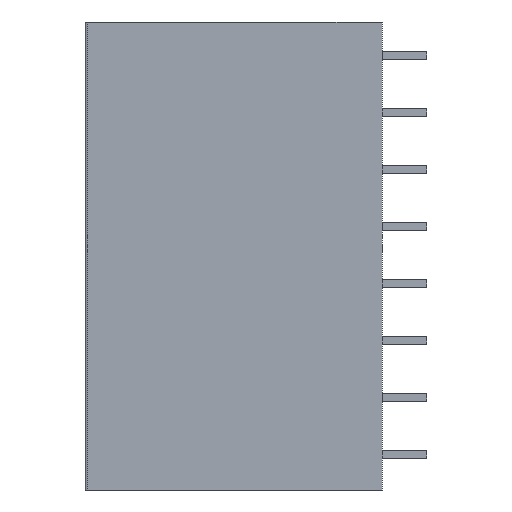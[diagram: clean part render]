
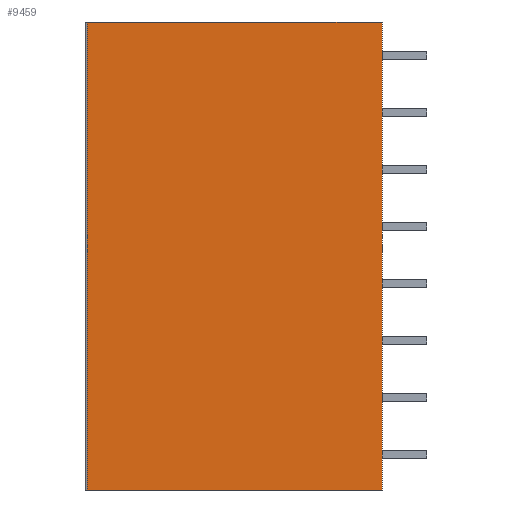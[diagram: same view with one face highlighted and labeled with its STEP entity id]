
A CAD part, left-side view. The second image highlights one B-rep face of the part: STEP entity #9459.
In plain terms, the highlighted planar face has unit normal (-1, 0, 0).
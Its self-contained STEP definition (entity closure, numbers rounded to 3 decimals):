
#975=ORIENTED_EDGE('',*,*,#2763,.T.);
#976=ORIENTED_EDGE('',*,*,#2765,.T.);
#977=ORIENTED_EDGE('',*,*,#2766,.F.);
#978=ORIENTED_EDGE('',*,*,#2767,.F.);
#2763=EDGE_CURVE('',#3606,#3605,#4342,.T.);
#2765=EDGE_CURVE('',#3605,#3607,#4343,.T.);
#2766=EDGE_CURVE('',#3608,#3607,#4344,.T.);
#2767=EDGE_CURVE('',#3606,#3608,#4345,.T.);
#3605=VERTEX_POINT('',#13169);
#3606=VERTEX_POINT('',#13171);
#3607=VERTEX_POINT('',#13175);
#3608=VERTEX_POINT('',#13177);
#4342=LINE('',#13170,#5248);
#4343=LINE('',#13174,#5249);
#4344=LINE('',#13176,#5250);
#4345=LINE('',#13178,#5251);
#5248=VECTOR('',#10928,1000.);
#5249=VECTOR('',#10933,1000.);
#5250=VECTOR('',#10934,1000.);
#5251=VECTOR('',#10935,1000.);
#5786=EDGE_LOOP('',(#975,#976,#977,#978));
#6168=FACE_BOUND('',#5786,.T.);
#6533=PLANE('',#9864);
#9459=ADVANCED_FACE('',(#6168),#6533,.F.);
#9864=AXIS2_PLACEMENT_3D('',#13173,#10931,#10932);
#10928=DIRECTION('',(0.,0.,-1.));
#10931=DIRECTION('',(1.,0.,0.));
#10932=DIRECTION('',(0.,0.,-1.));
#10933=DIRECTION('',(0.,-1.,0.));
#10934=DIRECTION('',(0.,0.,-1.));
#10935=DIRECTION('',(0.,-1.,0.));
#13169=CARTESIAN_POINT('',(-1.66,26.3,-1.1));
#13170=CARTESIAN_POINT('',(-1.66,26.3,40.64));
#13171=CARTESIAN_POINT('',(-1.66,26.3,40.64));
#13173=CARTESIAN_POINT('',(-1.66,26.3,40.64));
#13174=CARTESIAN_POINT('',(-1.66,26.3,-1.1));
#13175=CARTESIAN_POINT('',(-1.66,0.,-1.1));
#13176=CARTESIAN_POINT('',(-1.66,0.,40.64));
#13177=CARTESIAN_POINT('',(-1.66,0.,40.64));
#13178=CARTESIAN_POINT('',(-1.66,26.3,40.64));
